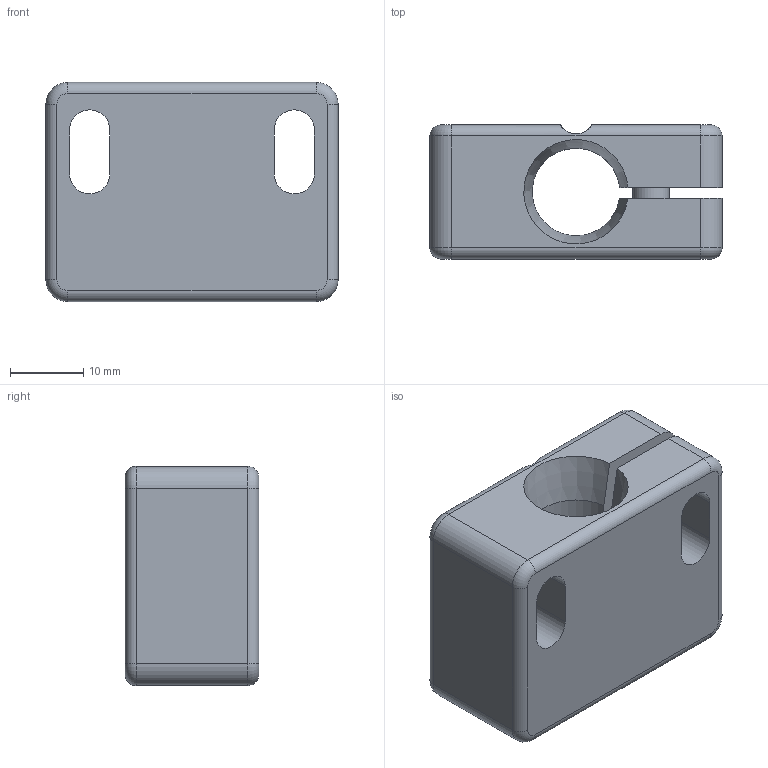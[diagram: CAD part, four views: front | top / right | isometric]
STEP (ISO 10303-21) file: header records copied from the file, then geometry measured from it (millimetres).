
FILE_DESCRIPTION( ( 'Unknown' ), '1' );
FILE_NAME( 'BSM12NB.stp', 'Unknown', ( 'Unknown' ), ( 'Unknown' ), 'PSStep 17.0.49', 'Unknown', ' ' );
FILE_SCHEMA( ( 'AUTOMOTIVE_DESIGN { 1 0 10303 214 1 1 1 1 }' ) );
Length unit declared in the file: millimetre
Products named in the file (1): 56 10 30 12
Bounding box: 40 x 18.3 x 30 mm (x, y, z)
Volume: 14023.9 mm3; surface area: 7519.5 mm2
Topology: 1 solids, 1 shells, 73 faces, 184 edges, 116 vertices
Faces by surface type: plane 34, cylinder 29, torus 9, cone 1
Full cylindrical faces by diameter (mm): 5 x1, 5.5 x1, 8.5 x1, 8.7 x1
Entity records: 2826 total; most frequent: CARTESIAN_POINT 432, DIRECTION 390, ORIENTED_EDGE 356, EDGE_CURVE 178, AXIS2_PLACEMENT_3D 141, VERTEX_POINT 115, LINE 108, VECTOR 108
